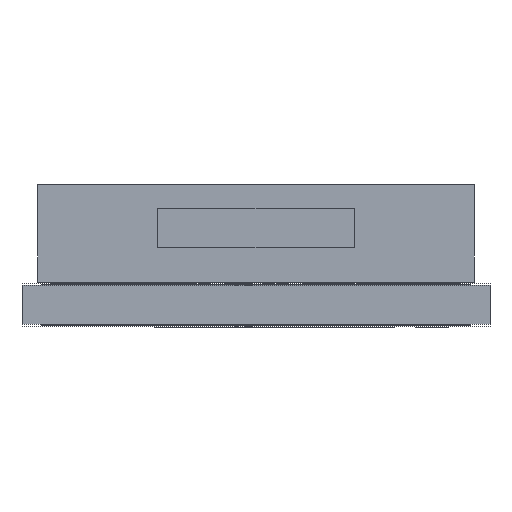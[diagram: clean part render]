
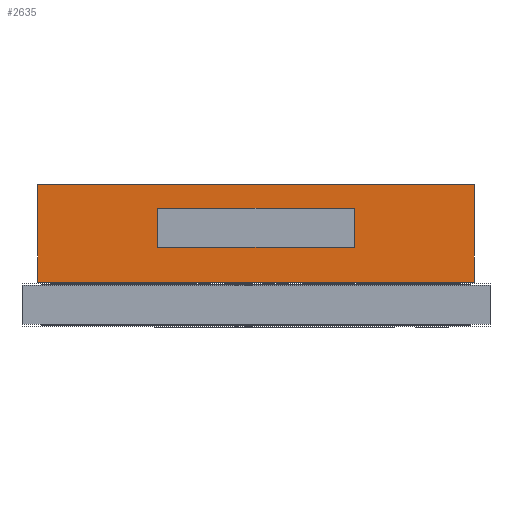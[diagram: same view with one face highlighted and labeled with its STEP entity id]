
A CAD part, front view. The second image highlights one B-rep face of the part: STEP entity #2635.
In plain terms, the highlighted planar face has unit normal (0, -1, 0).
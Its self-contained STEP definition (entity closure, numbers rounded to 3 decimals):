
#2475 = VERTEX_POINT('',#2476);
#2476 = CARTESIAN_POINT('',(-5.6,-6.1,0.));
#2491 = VERTEX_POINT('',#2492);
#2492 = CARTESIAN_POINT('',(-5.6,-6.1,2.5));
#2498 = EDGE_CURVE('',#2475,#2491,#2499,.T.);
#2499 = LINE('',#2500,#2501);
#2500 = CARTESIAN_POINT('',(-5.6,-6.1,0.));
#2501 = VECTOR('',#2502,1.);
#2502 = DIRECTION('',(0.,0.,1.));
#2521 = EDGE_CURVE('',#2475,#2522,#2524,.T.);
#2522 = VERTEX_POINT('',#2523);
#2523 = CARTESIAN_POINT('',(5.6,-6.1,0.));
#2524 = LINE('',#2525,#2526);
#2525 = CARTESIAN_POINT('',(-5.6,-6.1,0.));
#2526 = VECTOR('',#2527,1.);
#2527 = DIRECTION('',(1.,0.,0.));
#2635 = ADVANCED_FACE('',(#2636,#2654),#2688,.F.);
#2636 = FACE_BOUND('',#2637,.F.);
#2637 = EDGE_LOOP('',(#2638,#2639,#2647,#2653));
#2638 = ORIENTED_EDGE('',*,*,#2498,.T.);
#2639 = ORIENTED_EDGE('',*,*,#2640,.T.);
#2640 = EDGE_CURVE('',#2491,#2641,#2643,.T.);
#2641 = VERTEX_POINT('',#2642);
#2642 = CARTESIAN_POINT('',(5.6,-6.1,2.5));
#2643 = LINE('',#2644,#2645);
#2644 = CARTESIAN_POINT('',(-5.6,-6.1,2.5));
#2645 = VECTOR('',#2646,1.);
#2646 = DIRECTION('',(1.,0.,0.));
#2647 = ORIENTED_EDGE('',*,*,#2648,.F.);
#2648 = EDGE_CURVE('',#2522,#2641,#2649,.T.);
#2649 = LINE('',#2650,#2651);
#2650 = CARTESIAN_POINT('',(5.6,-6.1,0.));
#2651 = VECTOR('',#2652,1.);
#2652 = DIRECTION('',(0.,0.,1.));
#2653 = ORIENTED_EDGE('',*,*,#2521,.F.);
#2654 = FACE_BOUND('',#2655,.F.);
#2655 = EDGE_LOOP('',(#2656,#2666,#2674,#2682));
#2656 = ORIENTED_EDGE('',*,*,#2657,.T.);
#2657 = EDGE_CURVE('',#2658,#2660,#2662,.T.);
#2658 = VERTEX_POINT('',#2659);
#2659 = CARTESIAN_POINT('',(2.525,-6.1,1.9));
#2660 = VERTEX_POINT('',#2661);
#2661 = CARTESIAN_POINT('',(-2.525,-6.1,1.9));
#2662 = LINE('',#2663,#2664);
#2663 = CARTESIAN_POINT('',(2.525,-6.1,1.9));
#2664 = VECTOR('',#2665,1.);
#2665 = DIRECTION('',(-1.,0.,0.));
#2666 = ORIENTED_EDGE('',*,*,#2667,.T.);
#2667 = EDGE_CURVE('',#2660,#2668,#2670,.T.);
#2668 = VERTEX_POINT('',#2669);
#2669 = CARTESIAN_POINT('',(-2.525,-6.1,0.9));
#2670 = LINE('',#2671,#2672);
#2671 = CARTESIAN_POINT('',(-2.525,-6.1,1.9));
#2672 = VECTOR('',#2673,1.);
#2673 = DIRECTION('',(0.,0.,-1.));
#2674 = ORIENTED_EDGE('',*,*,#2675,.T.);
#2675 = EDGE_CURVE('',#2668,#2676,#2678,.T.);
#2676 = VERTEX_POINT('',#2677);
#2677 = CARTESIAN_POINT('',(2.525,-6.1,0.9));
#2678 = LINE('',#2679,#2680);
#2679 = CARTESIAN_POINT('',(-2.525,-6.1,0.9));
#2680 = VECTOR('',#2681,1.);
#2681 = DIRECTION('',(1.,0.,0.));
#2682 = ORIENTED_EDGE('',*,*,#2683,.T.);
#2683 = EDGE_CURVE('',#2676,#2658,#2684,.T.);
#2684 = LINE('',#2685,#2686);
#2685 = CARTESIAN_POINT('',(2.525,-6.1,0.9));
#2686 = VECTOR('',#2687,1.);
#2687 = DIRECTION('',(0.,0.,1.));
#2688 = PLANE('',#2689);
#2689 = AXIS2_PLACEMENT_3D('',#2690,#2691,#2692);
#2690 = CARTESIAN_POINT('',(-5.6,-6.1,0.));
#2691 = DIRECTION('',(0.,1.,0.));
#2692 = DIRECTION('',(1.,0.,0.));
